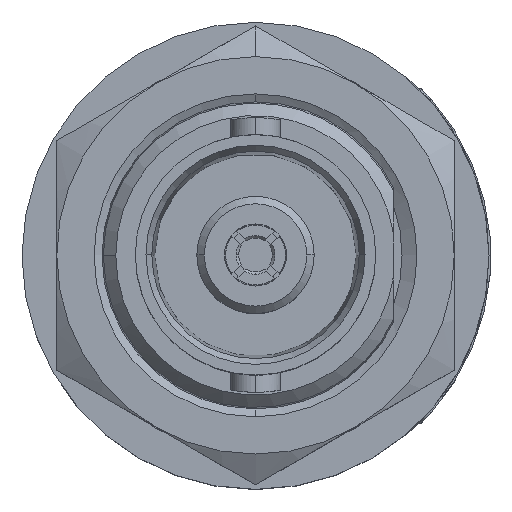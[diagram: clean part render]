
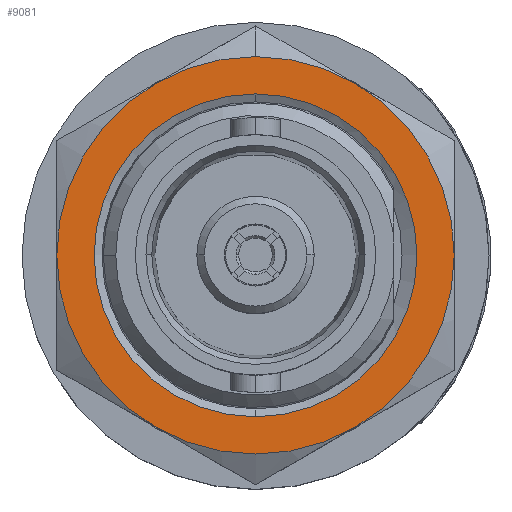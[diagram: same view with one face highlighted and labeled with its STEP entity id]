
A CAD part, top view. The second image highlights one B-rep face of the part: STEP entity #9081.
In plain terms, the highlighted planar face has unit normal (0, 0, 1).
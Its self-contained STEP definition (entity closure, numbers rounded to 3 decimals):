
#67 = ORIENTED_EDGE ( 'NONE', *, *, #6739, .F. ) ;
#625 = CARTESIAN_POINT ( 'NONE',  ( 0., 0., -11.7 ) ) ;
#706 = CIRCLE ( 'NONE', #10149, 8. ) ;
#808 = ORIENTED_EDGE ( 'NONE', *, *, #2819, .T. ) ;
#874 = VERTEX_POINT ( 'NONE', #7038 ) ;
#967 = DIRECTION ( 'NONE',  ( 0., 0., -1. ) ) ;
#1310 = CARTESIAN_POINT ( 'NONE',  ( 0., 0., -11.7 ) ) ;
#1378 = CIRCLE ( 'NONE', #15301, 8. ) ;
#1459 = CIRCLE ( 'NONE', #4979, 6.5 ) ;
#1598 = AXIS2_PLACEMENT_3D ( 'NONE', #13943, #6750, #15161 ) ;
#1758 = ORIENTED_EDGE ( 'NONE', *, *, #5707, .F. ) ;
#1799 = FACE_OUTER_BOUND ( 'NONE', #4587, .T. ) ;
#1849 = DIRECTION ( 'NONE',  ( 0., 1., 0. ) ) ;
#1895 = EDGE_CURVE ( 'NONE', #874, #10105, #706, .T. ) ;
#2037 = DIRECTION ( 'NONE',  ( 0., 0., -1. ) ) ;
#2115 = PLANE ( 'NONE',  #13643 ) ;
#2138 = CIRCLE ( 'NONE', #15006, 8. ) ;
#2166 = CARTESIAN_POINT ( 'NONE',  ( 0., -8., -11.7 ) ) ;
#2253 = EDGE_LOOP ( 'NONE', ( #808, #5224 ) ) ;
#2457 = AXIS2_PLACEMENT_3D ( 'NONE', #1310, #9775, #2503 ) ;
#2503 = DIRECTION ( 'NONE',  ( 0., 1., 0. ) ) ;
#2760 = EDGE_CURVE ( 'NONE', #10105, #10928, #10283, .T. ) ;
#2819 = EDGE_CURVE ( 'NONE', #11634, #14249, #15197, .T. ) ;
#3208 = ORIENTED_EDGE ( 'NONE', *, *, #13062, .F. ) ;
#3280 = AXIS2_PLACEMENT_3D ( 'NONE', #8229, #967, #9438 ) ;
#3390 = CARTESIAN_POINT ( 'NONE',  ( -4., 6.928, -11.7 ) ) ;
#3391 = DIRECTION ( 'NONE',  ( 0., 1., 0. ) ) ;
#3460 = CARTESIAN_POINT ( 'NONE',  ( 0., 6.5, -11.7 ) ) ;
#3633 = CIRCLE ( 'NONE', #2457, 8. ) ;
#4068 = CARTESIAN_POINT ( 'NONE',  ( 4., -6.928, -11.7 ) ) ;
#4119 = CIRCLE ( 'NONE', #10348, 8. ) ;
#4587 = EDGE_LOOP ( 'NONE', ( #14262, #3208, #11495, #12684, #8733, #67, #1758 ) ) ;
#4804 = EDGE_CURVE ( 'NONE', #14249, #11634, #1459, .T. ) ;
#4856 = CARTESIAN_POINT ( 'NONE',  ( 0., 0., -11.7 ) ) ;
#4979 = AXIS2_PLACEMENT_3D ( 'NONE', #9279, #2037, #10480 ) ;
#5224 = ORIENTED_EDGE ( 'NONE', *, *, #4804, .T. ) ;
#5554 = VERTEX_POINT ( 'NONE', #7978 ) ;
#5707 = EDGE_CURVE ( 'NONE', #15102, #7192, #1378, .T. ) ;
#6017 = DIRECTION ( 'NONE',  ( 0., 0., -1. ) ) ;
#6066 = DIRECTION ( 'NONE',  ( 0., 1., 0. ) ) ;
#6415 = CARTESIAN_POINT ( 'NONE',  ( 8., 0., -11.7 ) ) ;
#6508 = DIRECTION ( 'NONE',  ( 0., 0., -1. ) ) ;
#6739 = EDGE_CURVE ( 'NONE', #7192, #9158, #2138, .T. ) ;
#6750 = DIRECTION ( 'NONE',  ( 0., 0., -1. ) ) ;
#6846 = DIRECTION ( 'NONE',  ( 0., 0., -1. ) ) ;
#7038 = CARTESIAN_POINT ( 'NONE',  ( -8., 0., -11.7 ) ) ;
#7192 = VERTEX_POINT ( 'NONE', #4068 ) ;
#7860 = FACE_BOUND ( 'NONE', #2253, .T. ) ;
#7978 = CARTESIAN_POINT ( 'NONE',  ( 4., 6.928, -11.7 ) ) ;
#8229 = CARTESIAN_POINT ( 'NONE',  ( 0., 0., -11.7 ) ) ;
#8733 = ORIENTED_EDGE ( 'NONE', *, *, #13809, .F. ) ;
#8863 = CARTESIAN_POINT ( 'NONE',  ( 0., 8., -11.7 ) ) ;
#8883 = AXIS2_PLACEMENT_3D ( 'NONE', #14060, #6846, #15277 ) ;
#9081 = ADVANCED_FACE ( 'NONE', ( #1799, #7860 ), #2115, .F. ) ;
#9090 = DIRECTION ( 'NONE',  ( 0., 0., -1. ) ) ;
#9158 = VERTEX_POINT ( 'NONE', #15534 ) ;
#9279 = CARTESIAN_POINT ( 'NONE',  ( 0., 0., -11.7 ) ) ;
#9438 = DIRECTION ( 'NONE',  ( 0., 1., 0. ) ) ;
#9775 = DIRECTION ( 'NONE',  ( 0., 0., -1. ) ) ;
#9777 = CIRCLE ( 'NONE', #3280, 8. ) ;
#10105 = VERTEX_POINT ( 'NONE', #3390 ) ;
#10149 = AXIS2_PLACEMENT_3D ( 'NONE', #4856, #13278, #6066 ) ;
#10283 = CIRCLE ( 'NONE', #1598, 8. ) ;
#10348 = AXIS2_PLACEMENT_3D ( 'NONE', #13705, #6508, #14917 ) ;
#10480 = DIRECTION ( 'NONE',  ( 0., 1., 0. ) ) ;
#10615 = DIRECTION ( 'NONE',  ( 0., 0., -1. ) ) ;
#10928 = VERTEX_POINT ( 'NONE', #8863 ) ;
#11495 = ORIENTED_EDGE ( 'NONE', *, *, #2760, .F. ) ;
#11634 = VERTEX_POINT ( 'NONE', #14657 ) ;
#12684 = ORIENTED_EDGE ( 'NONE', *, *, #1895, .F. ) ;
#13062 = EDGE_CURVE ( 'NONE', #10928, #5554, #4119, .T. ) ;
#13230 = CARTESIAN_POINT ( 'NONE',  ( 0., 0., -11.7 ) ) ;
#13278 = DIRECTION ( 'NONE',  ( 0., 0., -1. ) ) ;
#13308 = EDGE_CURVE ( 'NONE', #5554, #15102, #9777, .T. ) ;
#13643 = AXIS2_PLACEMENT_3D ( 'NONE', #2166, #10615, #3391 ) ;
#13705 = CARTESIAN_POINT ( 'NONE',  ( 0., 0., -11.7 ) ) ;
#13809 = EDGE_CURVE ( 'NONE', #9158, #874, #3633, .T. ) ;
#13943 = CARTESIAN_POINT ( 'NONE',  ( 0., 0., -11.7 ) ) ;
#14060 = CARTESIAN_POINT ( 'NONE',  ( 0., 0., -11.7 ) ) ;
#14249 = VERTEX_POINT ( 'NONE', #3460 ) ;
#14262 = ORIENTED_EDGE ( 'NONE', *, *, #13308, .F. ) ;
#14447 = DIRECTION ( 'NONE',  ( 0., 1., 0. ) ) ;
#14657 = CARTESIAN_POINT ( 'NONE',  ( 0., -6.5, -11.7 ) ) ;
#14917 = DIRECTION ( 'NONE',  ( 0., 1., 0. ) ) ;
#15006 = AXIS2_PLACEMENT_3D ( 'NONE', #625, #9090, #1849 ) ;
#15102 = VERTEX_POINT ( 'NONE', #6415 ) ;
#15161 = DIRECTION ( 'NONE',  ( 0., 1., 0. ) ) ;
#15197 = CIRCLE ( 'NONE', #8883, 6.5 ) ;
#15277 = DIRECTION ( 'NONE',  ( 0., 1., 0. ) ) ;
#15301 = AXIS2_PLACEMENT_3D ( 'NONE', #13230, #6017, #14447 ) ;
#15534 = CARTESIAN_POINT ( 'NONE',  ( -4., -6.928, -11.7 ) ) ;
